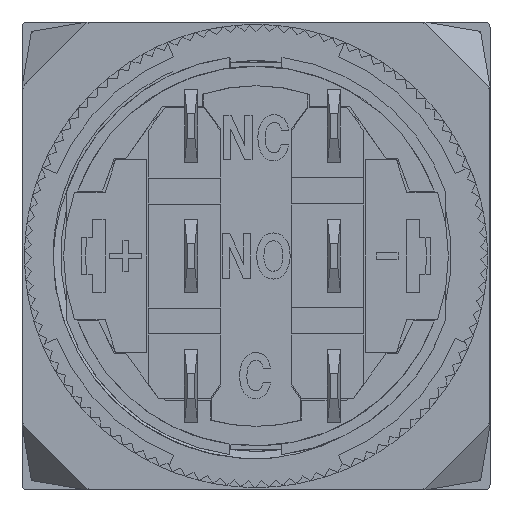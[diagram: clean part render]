
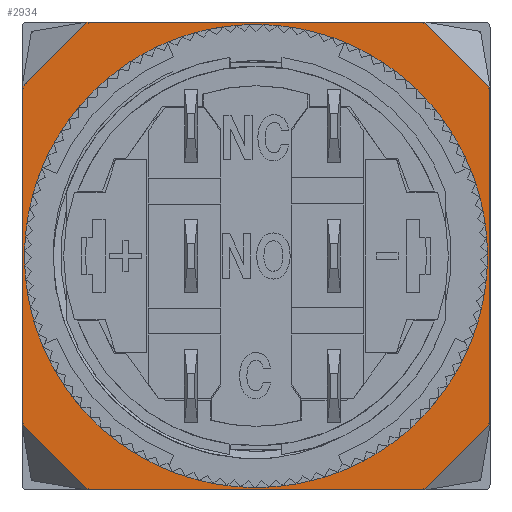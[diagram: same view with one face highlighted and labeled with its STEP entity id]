
A CAD part, front view. The second image highlights one B-rep face of the part: STEP entity #2934.
In plain terms, the highlighted planar face has unit normal (0, -1, 0).
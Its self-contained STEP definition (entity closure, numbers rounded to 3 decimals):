
#2934 = ADVANCED_FACE( '', ( #5940, #5941 ), #5942, .T. );
#5940 = FACE_BOUND( '', #11635, .T. );
#5941 = FACE_OUTER_BOUND( '', #11636, .T. );
#5942 = PLANE( '', #11637 );
#11635 = EDGE_LOOP( '', ( #21350 ) );
#11636 = EDGE_LOOP( '', ( #21351, #21352, #21353, #21354, #21355, #21356, #21357, #21358 ) );
#11637 = AXIS2_PLACEMENT_3D( '', #21359, #21360, #21361 );
#21350 = ORIENTED_EDGE( '', *, *, #24007, .F. );
#21351 = ORIENTED_EDGE( '', *, *, #22689, .F. );
#21352 = ORIENTED_EDGE( '', *, *, #22409, .F. );
#21353 = ORIENTED_EDGE( '', *, *, #23725, .F. );
#21354 = ORIENTED_EDGE( '', *, *, #25332, .F. );
#21355 = ORIENTED_EDGE( '', *, *, #24363, .F. );
#21356 = ORIENTED_EDGE( '', *, *, #23516, .F. );
#21357 = ORIENTED_EDGE( '', *, *, #23525, .F. );
#21358 = ORIENTED_EDGE( '', *, *, #22846, .F. );
#21359 = CARTESIAN_POINT( '', ( 0., 20.3, 0. ) );
#21360 = DIRECTION( '', ( 0., -1., 0. ) );
#21361 = DIRECTION( '', ( -1., 0., 0. ) );
#22409 = EDGE_CURVE( '', #26918, #26912, #26920, .T. );
#22689 = EDGE_CURVE( '', #26912, #27391, #27392, .T. );
#22846 = EDGE_CURVE( '', #27391, #27646, #27653, .T. );
#23516 = EDGE_CURVE( '', #26530, #28696, #28699, .T. );
#23525 = EDGE_CURVE( '', #27646, #26530, #28711, .T. );
#23725 = EDGE_CURVE( '', #27214, #26918, #29022, .T. );
#24007 = EDGE_CURVE( '', #29465, #29465, #29466, .T. );
#24363 = EDGE_CURVE( '', #28696, #25549, #29968, .T. );
#25332 = EDGE_CURVE( '', #25549, #27214, #31126, .T. );
#25549 = VERTEX_POINT( '', #31380 );
#26530 = VERTEX_POINT( '', #33658 );
#26912 = VERTEX_POINT( '', #34222 );
#26918 = VERTEX_POINT( '', #34231 );
#26920 = LINE( '', #34234, #34235 );
#27214 = VERTEX_POINT( '', #34672 );
#27391 = VERTEX_POINT( '', #34948 );
#27392 = LINE( '', #34949, #34950 );
#27646 = VERTEX_POINT( '', #35346 );
#27653 = LINE( '', #35357, #35358 );
#28696 = VERTEX_POINT( '', #37152 );
#28699 = LINE( '', #37157, #37158 );
#28711 = LINE( '', #37173, #37174 );
#29022 = LINE( '', #37645, #37646 );
#29465 = VERTEX_POINT( '', #38278 );
#29466 = CIRCLE( '', #38279, 8.9 );
#29968 = LINE( '', #39167, #39168 );
#31126 = LINE( '', #41473, #41474 );
#31380 = CARTESIAN_POINT( '', ( -6.5, 20.3, 9. ) );
#33658 = CARTESIAN_POINT( '', ( -9., 20.3, -6.5 ) );
#34222 = CARTESIAN_POINT( '', ( 9., 20.3, -6.5 ) );
#34231 = CARTESIAN_POINT( '', ( 9., 20.3, 6.5 ) );
#34234 = CARTESIAN_POINT( '', ( 9., 20.3, 6.5 ) );
#34235 = VECTOR( '', #42449, 1000. );
#34672 = CARTESIAN_POINT( '', ( 6.5, 20.3, 9. ) );
#34948 = CARTESIAN_POINT( '', ( 6.5, 20.3, -9. ) );
#34949 = CARTESIAN_POINT( '', ( 9., 20.3, -6.5 ) );
#34950 = VECTOR( '', #42727, 1000. );
#35346 = CARTESIAN_POINT( '', ( -6.5, 20.3, -9. ) );
#35357 = CARTESIAN_POINT( '', ( 6.5, 20.3, -9. ) );
#35358 = VECTOR( '', #42858, 1000. );
#37152 = CARTESIAN_POINT( '', ( -9., 20.3, 6.5 ) );
#37157 = CARTESIAN_POINT( '', ( -9., 20.3, -6.5 ) );
#37158 = VECTOR( '', #43450, 1000. );
#37173 = CARTESIAN_POINT( '', ( -6.5, 20.3, -9. ) );
#37174 = VECTOR( '', #43460, 1000. );
#37645 = CARTESIAN_POINT( '', ( 6.5, 20.3, 9. ) );
#37646 = VECTOR( '', #43661, 1000. );
#38278 = CARTESIAN_POINT( '', ( 8.9, 20.3, 0. ) );
#38279 = AXIS2_PLACEMENT_3D( '', #44103, #44104, #44105 );
#39167 = CARTESIAN_POINT( '', ( -9., 20.3, 6.5 ) );
#39168 = VECTOR( '', #44384, 1000. );
#41473 = CARTESIAN_POINT( '', ( -6.5, 20.3, 9. ) );
#41474 = VECTOR( '', #45080, 1000. );
#42449 = DIRECTION( '', ( 0., 0., -1. ) );
#42727 = DIRECTION( '', ( -0.707, 0., -0.707 ) );
#42858 = DIRECTION( '', ( -1., 0., 0. ) );
#43450 = DIRECTION( '', ( 0., 0., 1. ) );
#43460 = DIRECTION( '', ( -0.707, 0., 0.707 ) );
#43661 = DIRECTION( '', ( 0.707, 0., -0.707 ) );
#44103 = CARTESIAN_POINT( '', ( 0., 20.3, 0. ) );
#44104 = DIRECTION( '', ( 0., -1., 0. ) );
#44105 = DIRECTION( '', ( 1., 0., 0. ) );
#44384 = DIRECTION( '', ( 0.707, 0., 0.707 ) );
#45080 = DIRECTION( '', ( 1., 0., 0. ) );
